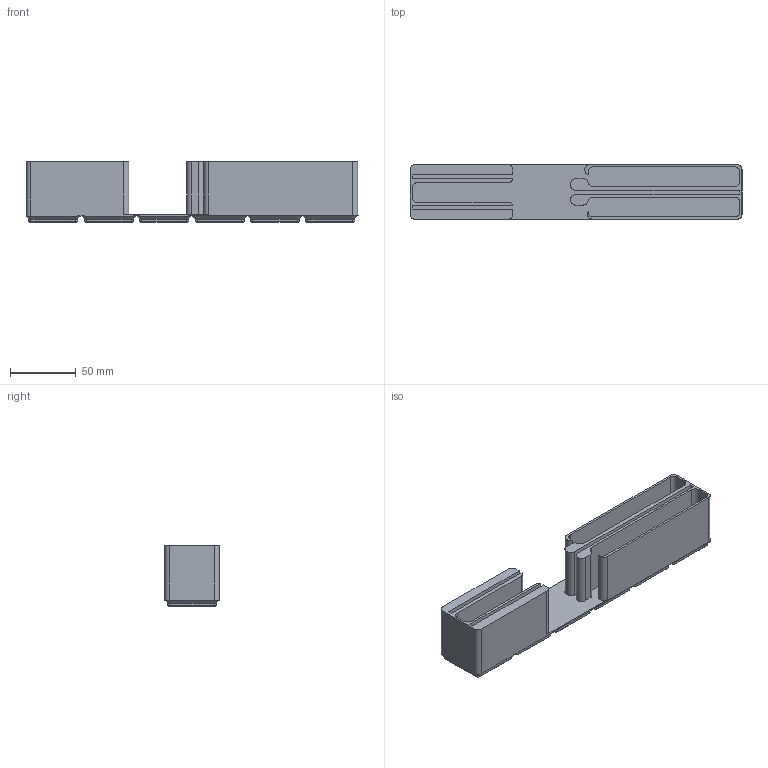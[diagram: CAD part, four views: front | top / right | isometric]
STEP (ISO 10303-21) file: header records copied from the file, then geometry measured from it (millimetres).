
FILE_DESCRIPTION(/* description */ (''),/* implementation_level */ '2;1');
FILE_NAME(/* name */ 'Messer v3.step',/* time_stamp */ '2022-12-18T11:04:25+01:00',/* author */ (''),/* organization */ (''),/* preprocessor_version */ 'ST-DEVELOPER v19.2',/* originating_system */ 'Autodesk Translation Framework v11.17.0.187',/* authorisation */ '');
FILE_SCHEMA (('AUTOMOTIVE_DESIGN { 1 0 10303 214 3 1 1 }'));
Length unit declared in the file: millimetre
Products named in the file (1): Messer
Bounding box: 251.75 x 42 x 46.2 mm (x, y, z)
Volume: 170095.8 mm3; surface area: 106827.3 mm2
Topology: 4 solids, 4 shells, 299 faces, 657 edges, 402 vertices
Faces by surface type: plane 153, cylinder 98, cone 48
Full cylindrical faces by diameter (mm): 3 x24, 6.5 x24
Entity records: 8197 total; most frequent: DIRECTION 1489, CARTESIAN_POINT 1379, ORIENTED_EDGE 1314, EDGE_CURVE 657, AXIS2_PLACEMENT_3D 542, LINE 405, VECTOR 405, VERTEX_POINT 402
